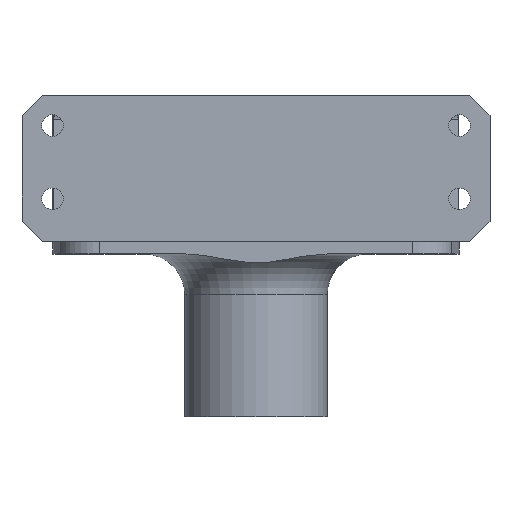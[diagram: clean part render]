
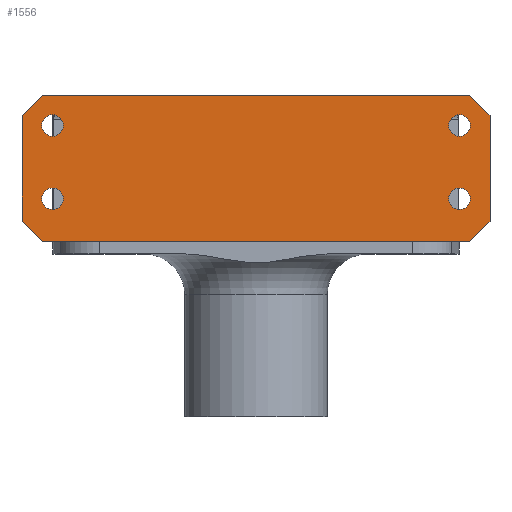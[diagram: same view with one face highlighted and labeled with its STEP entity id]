
A CAD part, top view. The second image highlights one B-rep face of the part: STEP entity #1556.
In plain terms, the highlighted planar face has unit normal (0, 0, 1).
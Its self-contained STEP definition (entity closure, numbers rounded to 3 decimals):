
#92=FACE_BOUND('',#541,.T.);
#93=FACE_BOUND('',#542,.T.);
#94=FACE_BOUND('',#543,.T.);
#95=FACE_BOUND('',#544,.T.);
#140=LINE('',#2402,#278);
#143=LINE('',#2407,#281);
#145=LINE('',#2411,#283);
#147=LINE('',#2416,#285);
#150=LINE('',#2421,#288);
#152=LINE('',#2425,#290);
#155=LINE('',#2432,#293);
#161=LINE('',#2443,#299);
#278=VECTOR('',#1910,10.);
#281=VECTOR('',#1915,10.);
#283=VECTOR('',#1919,10.);
#285=VECTOR('',#1923,10.);
#288=VECTOR('',#1928,10.);
#290=VECTOR('',#1932,10.);
#293=VECTOR('',#1939,10.);
#299=VECTOR('',#1951,10.);
#403=PLANE('',#1694);
#450=FACE_OUTER_BOUND('',#540,.T.);
#540=EDGE_LOOP('',(#1187,#1188,#1189,#1190,#1191,#1192,#1193,#1194));
#541=EDGE_LOOP('',(#1195));
#542=EDGE_LOOP('',(#1196));
#543=EDGE_LOOP('',(#1197));
#544=EDGE_LOOP('',(#1198));
#627=CIRCLE('',#1665,2.65);
#629=CIRCLE('',#1669,2.65);
#633=CIRCLE('',#1676,2.65);
#635=CIRCLE('',#1680,2.65);
#706=VERTEX_POINT('',#2334);
#716=VERTEX_POINT('',#2358);
#728=VERTEX_POINT('',#2387);
#730=VERTEX_POINT('',#2395);
#731=VERTEX_POINT('',#2399);
#732=VERTEX_POINT('',#2401);
#733=VERTEX_POINT('',#2405);
#734=VERTEX_POINT('',#2409);
#735=VERTEX_POINT('',#2413);
#736=VERTEX_POINT('',#2415);
#737=VERTEX_POINT('',#2419);
#738=VERTEX_POINT('',#2423);
#857=EDGE_CURVE('',#706,#706,#627,.T.);
#869=EDGE_CURVE('',#716,#716,#629,.T.);
#883=EDGE_CURVE('',#728,#728,#633,.T.);
#887=EDGE_CURVE('',#730,#730,#635,.T.);
#889=EDGE_CURVE('',#731,#732,#140,.T.);
#892=EDGE_CURVE('',#731,#733,#143,.T.);
#894=EDGE_CURVE('',#734,#733,#145,.T.);
#896=EDGE_CURVE('',#735,#736,#147,.T.);
#899=EDGE_CURVE('',#737,#735,#150,.T.);
#901=EDGE_CURVE('',#738,#737,#152,.T.);
#905=EDGE_CURVE('',#734,#736,#155,.T.);
#911=EDGE_CURVE('',#732,#738,#161,.T.);
#1187=ORIENTED_EDGE('',*,*,#889,.F.);
#1188=ORIENTED_EDGE('',*,*,#892,.T.);
#1189=ORIENTED_EDGE('',*,*,#894,.F.);
#1190=ORIENTED_EDGE('',*,*,#905,.T.);
#1191=ORIENTED_EDGE('',*,*,#896,.F.);
#1192=ORIENTED_EDGE('',*,*,#899,.F.);
#1193=ORIENTED_EDGE('',*,*,#901,.F.);
#1194=ORIENTED_EDGE('',*,*,#911,.F.);
#1195=ORIENTED_EDGE('',*,*,#869,.T.);
#1196=ORIENTED_EDGE('',*,*,#857,.T.);
#1197=ORIENTED_EDGE('',*,*,#887,.T.);
#1198=ORIENTED_EDGE('',*,*,#883,.T.);
#1556=ADVANCED_FACE('',(#450,#92,#93,#94,#95),#403,.T.);
#1665=AXIS2_PLACEMENT_3D('',#2336,#1853,#1854);
#1669=AXIS2_PLACEMENT_3D('',#2360,#1871,#1872);
#1676=AXIS2_PLACEMENT_3D('',#2389,#1895,#1896);
#1680=AXIS2_PLACEMENT_3D('',#2397,#1905,#1906);
#1694=AXIS2_PLACEMENT_3D('',#2452,#1960,#1961);
#1853=DIRECTION('center_axis',(0.,0.,-1.));
#1854=DIRECTION('ref_axis',(1.,0.,0.));
#1871=DIRECTION('center_axis',(0.,0.,-1.));
#1872=DIRECTION('ref_axis',(1.,0.,0.));
#1895=DIRECTION('center_axis',(0.,0.,-1.));
#1896=DIRECTION('ref_axis',(-1.,0.,0.));
#1905=DIRECTION('center_axis',(0.,0.,-1.));
#1906=DIRECTION('ref_axis',(-1.,0.,0.));
#1910=DIRECTION('',(0.707,0.707,0.));
#1915=DIRECTION('',(0.,-1.,0.));
#1919=DIRECTION('',(-0.707,0.707,0.));
#1923=DIRECTION('',(-0.707,-0.707,0.));
#1928=DIRECTION('',(0.,-1.,0.));
#1932=DIRECTION('',(0.707,-0.707,0.));
#1939=DIRECTION('',(1.,0.,0.));
#1951=DIRECTION('',(1.,0.,0.));
#1960=DIRECTION('center_axis',(0.,0.,1.));
#1961=DIRECTION('ref_axis',(1.,0.,0.));
#2334=CARTESIAN_POINT('',(-52.65,10.5,45.5));
#2336=CARTESIAN_POINT('Origin',(-50.,10.5,45.5));
#2358=CARTESIAN_POINT('',(-52.65,28.5,45.5));
#2360=CARTESIAN_POINT('Origin',(-50.,28.5,45.5));
#2387=CARTESIAN_POINT('',(52.65,10.5,45.5));
#2389=CARTESIAN_POINT('Origin',(50.,10.5,45.5));
#2395=CARTESIAN_POINT('',(52.65,28.5,45.5));
#2397=CARTESIAN_POINT('Origin',(50.,28.5,45.5));
#2399=CARTESIAN_POINT('',(-57.5,31.,45.5));
#2401=CARTESIAN_POINT('',(-52.5,36.,45.5));
#2402=CARTESIAN_POINT('',(-47.,41.5,45.5));
#2405=CARTESIAN_POINT('',(-57.5,5.,45.5));
#2407=CARTESIAN_POINT('',(-57.5,36.,45.5));
#2409=CARTESIAN_POINT('',(-52.5,0.,45.5));
#2411=CARTESIAN_POINT('',(-43.25,-9.25,45.5));
#2413=CARTESIAN_POINT('',(57.5,5.,45.5));
#2415=CARTESIAN_POINT('',(52.5,0.,45.5));
#2416=CARTESIAN_POINT('',(43.25,-9.25,45.5));
#2419=CARTESIAN_POINT('',(57.5,31.,45.5));
#2421=CARTESIAN_POINT('',(57.5,21.,45.5));
#2423=CARTESIAN_POINT('',(52.5,36.,45.5));
#2425=CARTESIAN_POINT('',(47.,41.5,45.5));
#2432=CARTESIAN_POINT('',(-42.5,0.,45.5));
#2443=CARTESIAN_POINT('',(27.5,36.,45.5));
#2452=CARTESIAN_POINT('Origin',(0.,10.5,45.5));
